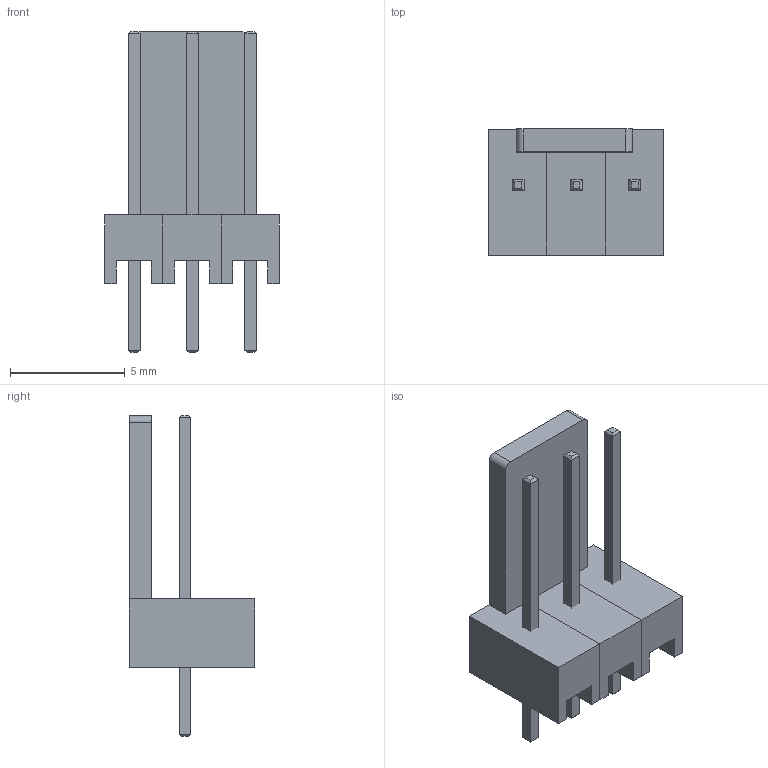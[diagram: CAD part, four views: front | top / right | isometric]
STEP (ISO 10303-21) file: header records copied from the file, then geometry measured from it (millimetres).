
FILE_DESCRIPTION(('FreeCAD Model'),'2;1');
FILE_NAME( '03P.stp', '2017-07-29T15:10:19',('Author'),(''), 'Open CASCADE STEP processor 6.8','FreeCAD','Unknown');
FILE_SCHEMA(('AUTOMOTIVE_DESIGN_CC2 { 1 2 10303 214 -1 1 5 4 }'));
Length unit declared in the file: millimetre
Products named in the file (4): ASSEMBLY; Array; Array001; Fillet
Assembly tree (3 placements, depth 2):
  ASSEMBLY
    Array
    Array001
    Fillet
Bounding box: 7.62 x 5.5 x 14 mm (x, y, z)
Volume: 151.4 mm3; surface area: 444.1 mm2
Topology: 7 solids, 7 shells, 80 faces, 174 edges, 108 vertices
Faces by surface type: plane 78, cylinder 2
Entity records: 4504 total; most frequent: CARTESIAN_POINT 738, DIRECTION 690, LINE 514, VECTOR 514, ORIENTED_EDGE 348, PCURVE 348, DEFINITIONAL_REPRESENTATION 348, EDGE_CURVE 174
